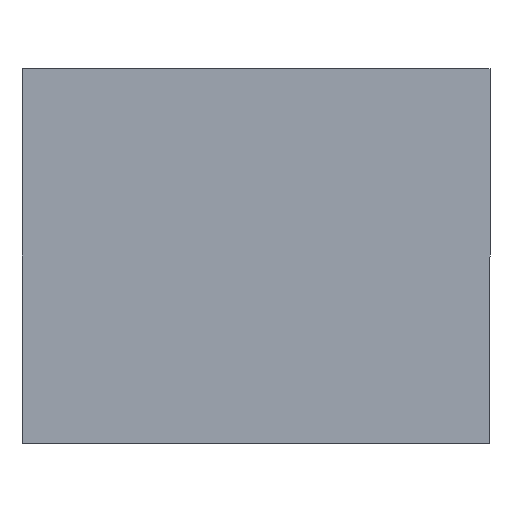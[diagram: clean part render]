
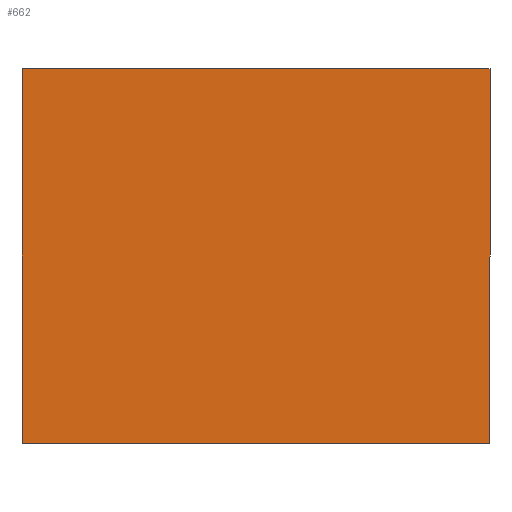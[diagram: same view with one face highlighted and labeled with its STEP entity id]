
A CAD part, front view. The second image highlights one B-rep face of the part: STEP entity #662.
In plain terms, the highlighted planar face has unit normal (0, -1, 0).
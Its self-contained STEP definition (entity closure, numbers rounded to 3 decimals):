
#12 = CARTESIAN_POINT ( 'NONE',  ( -7.5, 0., 6. ) ) ;
#33 = CARTESIAN_POINT ( 'NONE',  ( -7.5, 0., -6. ) ) ;
#36 = EDGE_LOOP ( 'NONE', ( #551, #587, #448, #268 ) ) ;
#159 = VECTOR ( 'NONE', #645, 1000. ) ;
#198 = LINE ( 'NONE', #12, #653 ) ;
#220 = LINE ( 'NONE', #33, #159 ) ;
#256 = FACE_OUTER_BOUND ( 'NONE', #36, .T. ) ;
#257 = CARTESIAN_POINT ( 'NONE',  ( -7.5, 0., -6. ) ) ;
#268 = ORIENTED_EDGE ( 'NONE', *, *, #751, .F. ) ;
#269 = AXIS2_PLACEMENT_3D ( 'NONE', #380, #738, #629 ) ;
#323 = LINE ( 'NONE', #326, #547 ) ;
#325 = VERTEX_POINT ( 'NONE', #257 ) ;
#326 = CARTESIAN_POINT ( 'NONE',  ( 7.5, 0., -6. ) ) ;
#341 = CARTESIAN_POINT ( 'NONE',  ( 7.5, 0., 6. ) ) ;
#380 = CARTESIAN_POINT ( 'NONE',  ( 0., 0., 0. ) ) ;
#391 = VERTEX_POINT ( 'NONE', #762 ) ;
#420 = VECTOR ( 'NONE', #479, 1000. ) ;
#448 = ORIENTED_EDGE ( 'NONE', *, *, #515, .F. ) ;
#454 = DIRECTION ( 'NONE',  ( 0., 0., -1. ) ) ;
#479 = DIRECTION ( 'NONE',  ( 0., 0., 1. ) ) ;
#500 = PLANE ( 'NONE',  #269 ) ;
#515 = EDGE_CURVE ( 'NONE', #325, #744, #611, .T. ) ;
#547 = VECTOR ( 'NONE', #454, 1000. ) ;
#551 = ORIENTED_EDGE ( 'NONE', *, *, #639, .F. ) ;
#553 = CARTESIAN_POINT ( 'NONE',  ( -7.5, 0., -6. ) ) ;
#582 = CARTESIAN_POINT ( 'NONE',  ( -7.5, 0., 6. ) ) ;
#587 = ORIENTED_EDGE ( 'NONE', *, *, #687, .F. ) ;
#611 = LINE ( 'NONE', #553, #420 ) ;
#629 = DIRECTION ( 'NONE',  ( 0., 0., 1. ) ) ;
#639 = EDGE_CURVE ( 'NONE', #759, #391, #323, .T. ) ;
#645 = DIRECTION ( 'NONE',  ( -1., 0., 0. ) ) ;
#653 = VECTOR ( 'NONE', #685, 1000. ) ;
#662 = ADVANCED_FACE ( 'NONE', ( #256 ), #500, .F. ) ;
#685 = DIRECTION ( 'NONE',  ( 1., 0., 0. ) ) ;
#687 = EDGE_CURVE ( 'NONE', #744, #759, #198, .T. ) ;
#738 = DIRECTION ( 'NONE',  ( 0., 1., 0. ) ) ;
#744 = VERTEX_POINT ( 'NONE', #582 ) ;
#751 = EDGE_CURVE ( 'NONE', #391, #325, #220, .T. ) ;
#759 = VERTEX_POINT ( 'NONE', #341 ) ;
#762 = CARTESIAN_POINT ( 'NONE',  ( 7.5, 0., -6. ) ) ;
